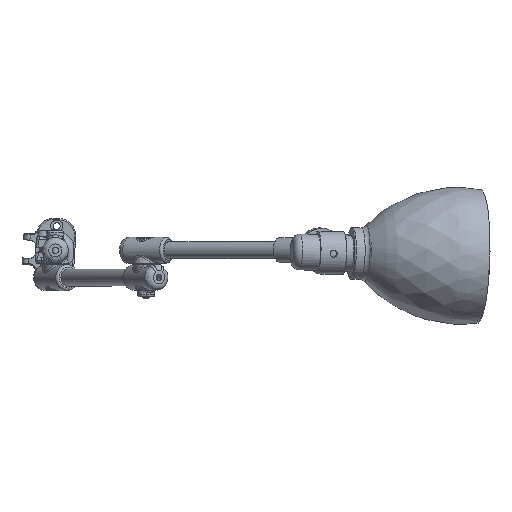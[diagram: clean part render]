
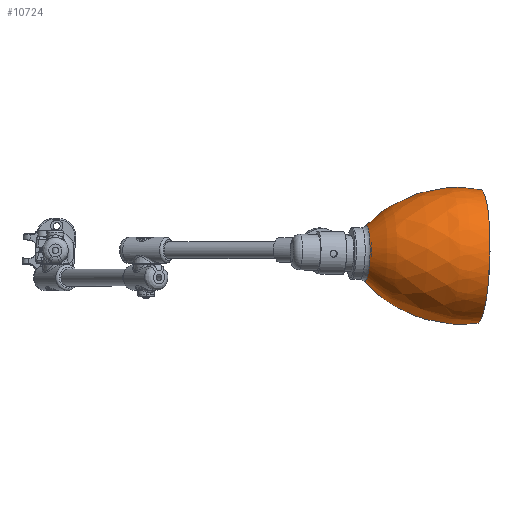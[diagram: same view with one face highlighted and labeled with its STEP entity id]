
A CAD part, top view. The second image highlights one B-rep face of the part: STEP entity #10724.
In plain terms, the highlighted free-form (B-spline) face has degree [2, 2] with [3, 9] control points.
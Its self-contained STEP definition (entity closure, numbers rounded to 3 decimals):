
#267=(
BOUNDED_SURFACE()
B_SPLINE_SURFACE(2,2,((#17203,#17204,#17205,#17206,#17207,#17208,#17209,
#17210,#17211),(#17212,#17213,#17214,#17215,#17216,#17217,#17218,#17219,
#17220),(#17221,#17222,#17223,#17224,#17225,#17226,#17227,#17228,#17229)),
 .UNSPECIFIED.,.F.,.T.,.F.)
B_SPLINE_SURFACE_WITH_KNOTS((3,3),(3,2,2,2,3),(-0.159,0.813),
(-3.142,-1.571,0.,1.571,3.142),
 .UNSPECIFIED.)
GEOMETRIC_REPRESENTATION_ITEM()
RATIONAL_B_SPLINE_SURFACE(((1.,0.707,1.,0.707,1.,
0.707,1.,0.707,1.),(0.884,0.625,
0.884,0.625,0.884,0.625,
0.884,0.625,0.884),(1.,0.707,
1.,0.707,1.,0.707,1.,0.707,1.)))
REPRESENTATION_ITEM('')
SURFACE()
);
#902=CIRCLE('',#11916,21.565);
#904=CIRCLE('',#11918,21.565);
#905=CIRCLE('',#11919,100.);
#906=CIRCLE('',#11920,51.6);
#907=CIRCLE('',#11921,51.6);
#1401=FACE_OUTER_BOUND('',#2054,.T.);
#2054=EDGE_LOOP('',(#7535,#7536,#7537,#7538,#7539,#7540));
#4441=VERTEX_POINT('',#17198);
#4442=VERTEX_POINT('',#17199);
#4443=VERTEX_POINT('',#17230);
#4444=VERTEX_POINT('',#17232);
#5613=EDGE_CURVE('',#4441,#4442,#902,.T.);
#5615=EDGE_CURVE('',#4442,#4441,#904,.T.);
#5616=EDGE_CURVE('',#4442,#4443,#905,.T.);
#5617=EDGE_CURVE('',#4443,#4444,#906,.T.);
#5618=EDGE_CURVE('',#4444,#4443,#907,.T.);
#7535=ORIENTED_EDGE('',*,*,#5613,.F.);
#7536=ORIENTED_EDGE('',*,*,#5615,.F.);
#7537=ORIENTED_EDGE('',*,*,#5616,.T.);
#7538=ORIENTED_EDGE('',*,*,#5617,.T.);
#7539=ORIENTED_EDGE('',*,*,#5618,.T.);
#7540=ORIENTED_EDGE('',*,*,#5616,.F.);
#10724=ADVANCED_FACE('',(#1401),#267,.F.);
#11916=AXIS2_PLACEMENT_3D('',#17200,#13332,#13333);
#11918=AXIS2_PLACEMENT_3D('',#17202,#13336,#13337);
#11919=AXIS2_PLACEMENT_3D('',#17231,#13338,#13339);
#11920=AXIS2_PLACEMENT_3D('',#17233,#13340,#13341);
#11921=AXIS2_PLACEMENT_3D('',#17234,#13342,#13343);
#13332=DIRECTION('center_axis',(-1.,0.,0.));
#13333=DIRECTION('ref_axis',(0.,0.,
-1.));
#13336=DIRECTION('center_axis',(-1.,0.,0.));
#13337=DIRECTION('ref_axis',(0.,0.,
-1.));
#13338=DIRECTION('center_axis',(0.,-1.,0.));
#13339=DIRECTION('ref_axis',(0.,0.,
-1.));
#13340=DIRECTION('center_axis',(-1.,0.,0.));
#13341=DIRECTION('ref_axis',(0.,0.,1.));
#13342=DIRECTION('center_axis',(-1.,0.,0.));
#13343=DIRECTION('ref_axis',(0.,0.,1.));
#17198=CARTESIAN_POINT('',(-0.385,0.,21.565));
#17199=CARTESIAN_POINT('',(-0.385,0.,-21.565));
#17200=CARTESIAN_POINT('Origin',(-0.385,0.,0.));
#17202=CARTESIAN_POINT('Origin',(-0.385,0.,0.));
#17203=CARTESIAN_POINT('Ctrl Pts',(88.167,0.,-51.6));
#17204=CARTESIAN_POINT('Ctrl Pts',(88.167,-51.6,-51.6));
#17205=CARTESIAN_POINT('Ctrl Pts',(88.167,-51.6,0.));
#17206=CARTESIAN_POINT('Ctrl Pts',(88.167,-51.6,51.6));
#17207=CARTESIAN_POINT('Ctrl Pts',(88.167,0.,51.6));
#17208=CARTESIAN_POINT('Ctrl Pts',(88.167,51.6,51.6));
#17209=CARTESIAN_POINT('Ctrl Pts',(88.167,51.6,0.));
#17210=CARTESIAN_POINT('Ctrl Pts',(88.167,51.6,-51.6));
#17211=CARTESIAN_POINT('Ctrl Pts',(88.167,0.,-51.6));
#17212=CARTESIAN_POINT('Ctrl Pts',(35.948,0.,-60.));
#17213=CARTESIAN_POINT('Ctrl Pts',(35.948,-60.,-60.));
#17214=CARTESIAN_POINT('Ctrl Pts',(35.948,-60.,0.));
#17215=CARTESIAN_POINT('Ctrl Pts',(35.948,-60.,60.));
#17216=CARTESIAN_POINT('Ctrl Pts',(35.948,0.,60.));
#17217=CARTESIAN_POINT('Ctrl Pts',(35.948,60.,60.));
#17218=CARTESIAN_POINT('Ctrl Pts',(35.948,60.,0.));
#17219=CARTESIAN_POINT('Ctrl Pts',(35.948,60.,-60.));
#17220=CARTESIAN_POINT('Ctrl Pts',(35.948,0.,-60.));
#17221=CARTESIAN_POINT('Ctrl Pts',(-0.385,0.,-21.565));
#17222=CARTESIAN_POINT('Ctrl Pts',(-0.385,-21.565,
-21.565));
#17223=CARTESIAN_POINT('Ctrl Pts',(-0.385,-21.565,
0.));
#17224=CARTESIAN_POINT('Ctrl Pts',(-0.385,-21.565,
21.565));
#17225=CARTESIAN_POINT('Ctrl Pts',(-0.385,0.,21.565));
#17226=CARTESIAN_POINT('Ctrl Pts',(-0.385,21.565,
21.565));
#17227=CARTESIAN_POINT('Ctrl Pts',(-0.385,21.565,
0.));
#17228=CARTESIAN_POINT('Ctrl Pts',(-0.385,21.565,
-21.565));
#17229=CARTESIAN_POINT('Ctrl Pts',(-0.385,0.,-21.565));
#17230=CARTESIAN_POINT('',(88.167,0.,-51.6));
#17231=CARTESIAN_POINT('Origin',(72.284,0.,
47.131));
#17232=CARTESIAN_POINT('',(88.167,0.,51.6));
#17233=CARTESIAN_POINT('Origin',(88.167,0.,0.));
#17234=CARTESIAN_POINT('Origin',(88.167,0.,0.));
